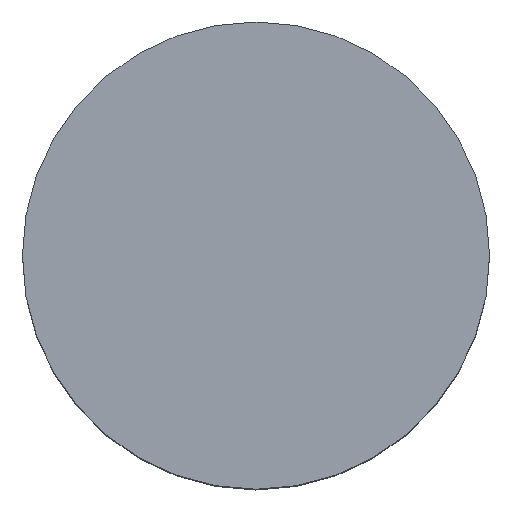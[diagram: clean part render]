
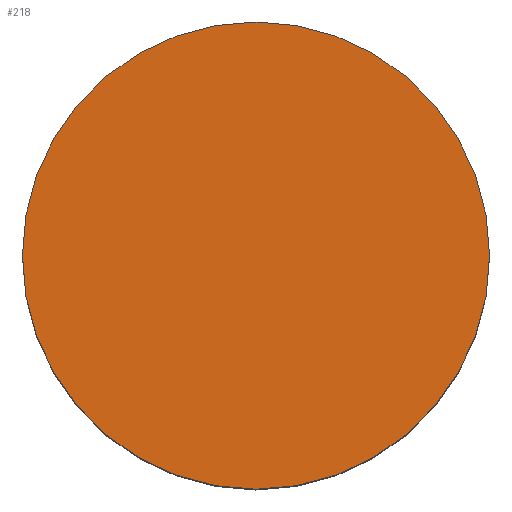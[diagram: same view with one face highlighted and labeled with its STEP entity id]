
A CAD part, top view. The second image highlights one B-rep face of the part: STEP entity #218.
In plain terms, the highlighted planar face has unit normal (0, 0, 1).
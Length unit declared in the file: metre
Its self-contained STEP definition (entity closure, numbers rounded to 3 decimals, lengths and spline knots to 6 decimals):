
#53=ORIENTED_EDGE('',*,*,#79,.T.);
#79=EDGE_CURVE('',#97,#97,#115,.F.);
#97=VERTEX_POINT('',#460);
#115=CIRCLE('',#313,0.004483);
#143=EDGE_LOOP('',(#53));
#179=FACE_BOUND('',#143,.T.);
#201=PLANE('',#312);
#218=ADVANCED_FACE('',(#179),#201,.F.);
#312=AXIS2_PLACEMENT_3D('',#458,#386,#387);
#313=AXIS2_PLACEMENT_3D('',#459,#388,#389);
#386=DIRECTION('',(0.,0.,-1.));
#387=DIRECTION('',(1.,0.,0.));
#388=DIRECTION('',(0.,0.,-1.));
#389=DIRECTION('',(-1.,0.,0.));
#458=CARTESIAN_POINT('',(-0.002,0.,0.0042));
#459=CARTESIAN_POINT('',(0.,0.,0.0042));
#460=CARTESIAN_POINT('',(-0.004483,0.,0.0042));
